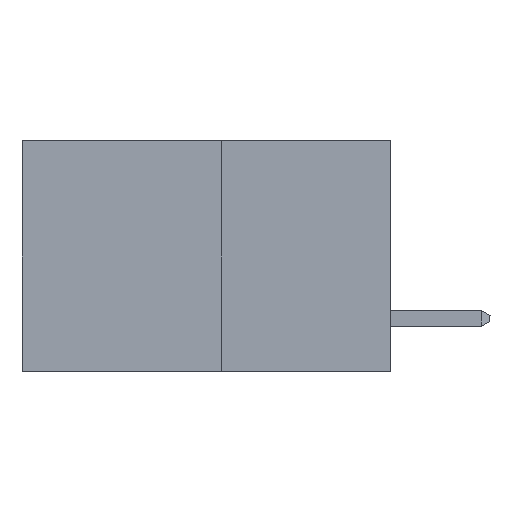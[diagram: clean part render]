
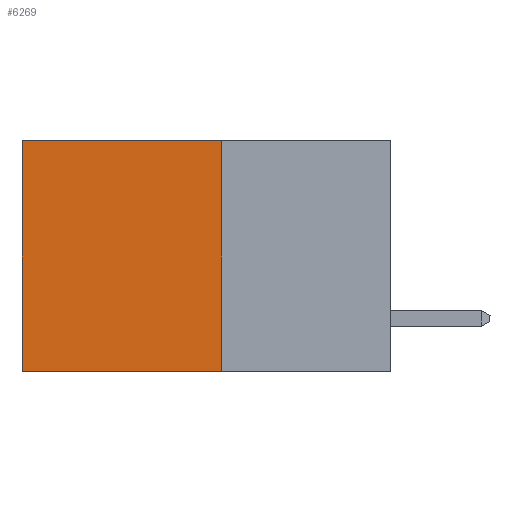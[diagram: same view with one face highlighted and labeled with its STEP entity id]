
A CAD part, left-side view. The second image highlights one B-rep face of the part: STEP entity #6269.
In plain terms, the highlighted planar face has unit normal (-1, 0, 0).
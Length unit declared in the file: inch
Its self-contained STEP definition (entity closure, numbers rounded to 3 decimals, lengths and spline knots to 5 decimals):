
#75 = ORIENTED_EDGE ( 'NONE', *, *, #3643, .T. ) ;
#132 = ORIENTED_EDGE ( 'NONE', *, *, #1597, .F. ) ;
#182 = ORIENTED_EDGE ( 'NONE', *, *, #837, .F. ) ;
#193 = ORIENTED_EDGE ( 'NONE', *, *, #3593, .T. ) ;
#385 = CARTESIAN_POINT ( 'NONE',  ( 0.277, 0.59, -0.37 ) ) ;
#673 = DIRECTION ( 'NONE',  ( 1., 0., 0. ) ) ;
#837 = EDGE_CURVE ( 'NONE', #2330, #2674, #8622, .T. ) ;
#1040 = VECTOR ( 'NONE', #8954, 39.37008 ) ;
#1066 = VECTOR ( 'NONE', #6946, 39.37008 ) ;
#1298 = VECTOR ( 'NONE', #3053, 39.37008 ) ;
#1597 = EDGE_CURVE ( 'NONE', #2674, #4420, #3668, .T. ) ;
#1734 = FACE_OUTER_BOUND ( 'NONE', #5339, .T. ) ;
#2229 = LINE ( 'NONE', #7672, #1298 ) ;
#2330 = VERTEX_POINT ( 'NONE', #3418 ) ;
#2599 = PLANE ( 'NONE',  #8868 ) ;
#2674 = VERTEX_POINT ( 'NONE', #9086 ) ;
#3053 = DIRECTION ( 'NONE',  ( 0., 0., -1. ) ) ;
#3418 = CARTESIAN_POINT ( 'NONE',  ( 0.277, 0.27, 0. ) ) ;
#3593 = EDGE_CURVE ( 'NONE', #2330, #6352, #7603, .T. ) ;
#3643 = EDGE_CURVE ( 'NONE', #6352, #4420, #2229, .T. ) ;
#3668 = LINE ( 'NONE', #10514, #1040 ) ;
#4420 = VERTEX_POINT ( 'NONE', #385 ) ;
#5140 = CARTESIAN_POINT ( 'NONE',  ( 0.277, 0.27, -0.37 ) ) ;
#5339 = EDGE_LOOP ( 'NONE', ( #75, #132, #182, #193 ) ) ;
#6269 = ADVANCED_FACE ( 'NONE', ( #1734 ), #2599, .F. ) ;
#6352 = VERTEX_POINT ( 'NONE', #6726 ) ;
#6726 = CARTESIAN_POINT ( 'NONE',  ( 0.277, 0.59, 0. ) ) ;
#6946 = DIRECTION ( 'NONE',  ( 0., 0., -1. ) ) ;
#7345 = VECTOR ( 'NONE', #10426, 39.37008 ) ;
#7424 = DIRECTION ( 'NONE',  ( 0., 0., -1. ) ) ;
#7603 = LINE ( 'NONE', #10397, #7345 ) ;
#7672 = CARTESIAN_POINT ( 'NONE',  ( 0.277, 0.59, -0.37 ) ) ;
#8622 = LINE ( 'NONE', #5140, #1066 ) ;
#8868 = AXIS2_PLACEMENT_3D ( 'NONE', #10000, #673, #7424 ) ;
#8954 = DIRECTION ( 'NONE',  ( 0., 1., 0. ) ) ;
#9086 = CARTESIAN_POINT ( 'NONE',  ( 0.277, 0.27, -0.37 ) ) ;
#10000 = CARTESIAN_POINT ( 'NONE',  ( 0.277, 0.27, -0.37 ) ) ;
#10397 = CARTESIAN_POINT ( 'NONE',  ( 0.277, 0.27, 0. ) ) ;
#10426 = DIRECTION ( 'NONE',  ( 0., 1., 0. ) ) ;
#10514 = CARTESIAN_POINT ( 'NONE',  ( 0.277, 0.27, -0.37 ) ) ;
